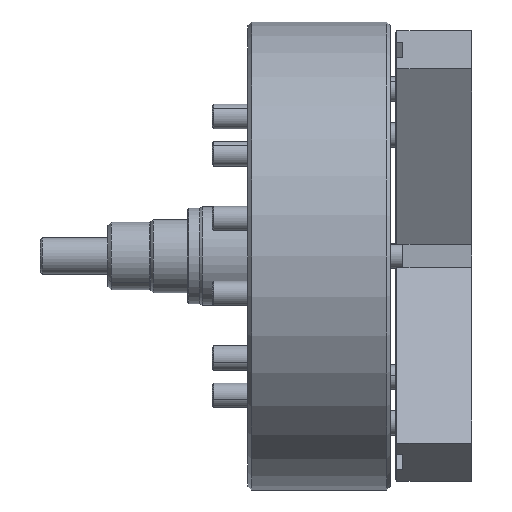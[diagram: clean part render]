
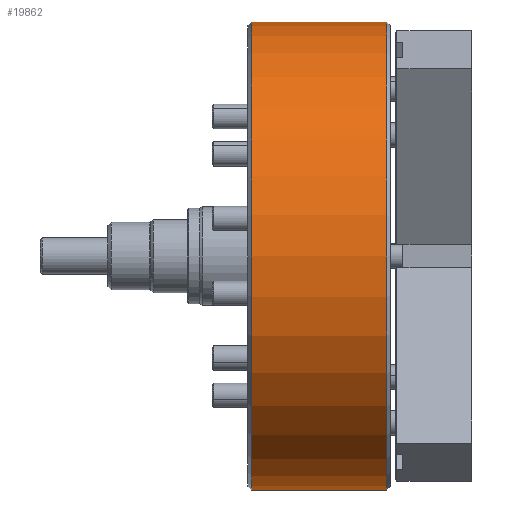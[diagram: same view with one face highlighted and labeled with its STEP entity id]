
A CAD part, front view. The second image highlights one B-rep face of the part: STEP entity #19862.
In plain terms, the highlighted cylindrical face has radius 190.5 mm (diameter 381 mm), a partial arc.
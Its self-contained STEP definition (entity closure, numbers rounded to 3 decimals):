
#739 = DIRECTION ( 'NONE',  ( 1., 0., 0. ) ) ;
#1070 = CARTESIAN_POINT ( 'NONE',  ( -3., 0., -190.5 ) ) ;
#1810 = FACE_OUTER_BOUND ( 'NONE', #22937, .T. ) ;
#1963 = LINE ( 'NONE', #22879, #17211 ) ;
#4398 = ORIENTED_EDGE ( 'NONE', *, *, #16046, .F. ) ;
#4762 = VERTEX_POINT ( 'NONE', #39061 ) ;
#5959 = VERTEX_POINT ( 'NONE', #1070 ) ;
#6004 = CARTESIAN_POINT ( 'NONE',  ( -3., 0., 190.5 ) ) ;
#7517 = CIRCLE ( 'NONE', #33851, 190.5 ) ;
#8132 = AXIS2_PLACEMENT_3D ( 'NONE', #18962, #739, #22054 ) ;
#8161 = CARTESIAN_POINT ( 'NONE',  ( -113., 0., 0. ) ) ;
#8931 = LINE ( 'NONE', #17094, #33255 ) ;
#9032 = CARTESIAN_POINT ( 'NONE',  ( 0., 0., 0. ) ) ;
#9420 = CIRCLE ( 'NONE', #8132, 190.5 ) ;
#11201 = DIRECTION ( 'NONE',  ( 0., 0., -1. ) ) ;
#12084 = DIRECTION ( 'NONE',  ( 1., 0., 0. ) ) ;
#16046 = EDGE_CURVE ( 'NONE', #28760, #17291, #1963, .T. ) ;
#16102 = CYLINDRICAL_SURFACE ( 'NONE', #30729, 190.5 ) ;
#17094 = CARTESIAN_POINT ( 'NONE',  ( 0., 0., -190.5 ) ) ;
#17211 = VECTOR ( 'NONE', #28977, 1000. ) ;
#17291 = VERTEX_POINT ( 'NONE', #6004 ) ;
#18962 = CARTESIAN_POINT ( 'NONE',  ( -3., 0., 0. ) ) ;
#19862 = ADVANCED_FACE ( 'NONE', ( #1810 ), #16102, .T. ) ;
#20816 = EDGE_CURVE ( 'NONE', #28760, #4762, #7517, .T. ) ;
#22054 = DIRECTION ( 'NONE',  ( 0., 0., -1. ) ) ;
#22214 = ORIENTED_EDGE ( 'NONE', *, *, #31946, .T. ) ;
#22879 = CARTESIAN_POINT ( 'NONE',  ( 0., 0., 190.5 ) ) ;
#22937 = EDGE_LOOP ( 'NONE', ( #4398, #26021, #22214, #26338 ) ) ;
#26021 = ORIENTED_EDGE ( 'NONE', *, *, #20816, .T. ) ;
#26338 = ORIENTED_EDGE ( 'NONE', *, *, #31729, .F. ) ;
#28760 = VERTEX_POINT ( 'NONE', #37555 ) ;
#28977 = DIRECTION ( 'NONE',  ( 1., 0., 0. ) ) ;
#29445 = DIRECTION ( 'NONE',  ( 1., 0., 0. ) ) ;
#30729 = AXIS2_PLACEMENT_3D ( 'NONE', #9032, #12084, #33433 ) ;
#31729 = EDGE_CURVE ( 'NONE', #17291, #5959, #9420, .T. ) ;
#31946 = EDGE_CURVE ( 'NONE', #4762, #5959, #8931, .T. ) ;
#33255 = VECTOR ( 'NONE', #38381, 1000. ) ;
#33433 = DIRECTION ( 'NONE',  ( 0., 0., -1. ) ) ;
#33851 = AXIS2_PLACEMENT_3D ( 'NONE', #8161, #29445, #11201 ) ;
#37555 = CARTESIAN_POINT ( 'NONE',  ( -113., 0., 190.5 ) ) ;
#38381 = DIRECTION ( 'NONE',  ( 1., 0., 0. ) ) ;
#39061 = CARTESIAN_POINT ( 'NONE',  ( -113., 0., -190.5 ) ) ;
